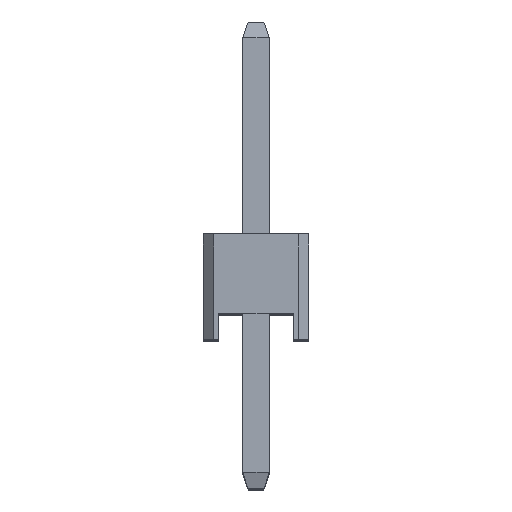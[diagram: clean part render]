
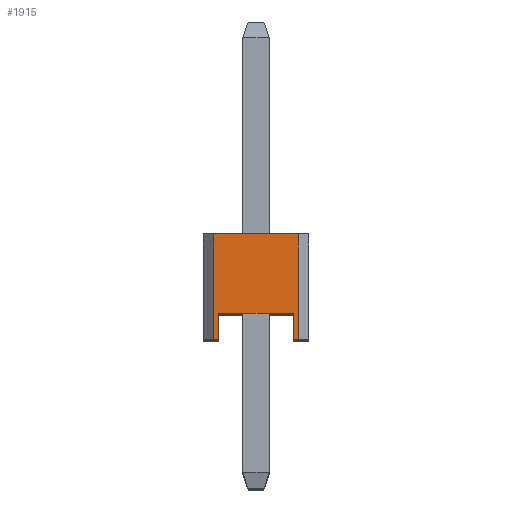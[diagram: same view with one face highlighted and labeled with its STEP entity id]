
A CAD part, top view. The second image highlights one B-rep face of the part: STEP entity #1915.
In plain terms, the highlighted planar face has unit normal (0, 0, 1).
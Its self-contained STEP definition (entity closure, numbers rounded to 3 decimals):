
#134 = LINE ( 'NONE', #1673, #1278 ) ;
#165 = DIRECTION ( 'NONE',  ( 0., -1., 0. ) ) ;
#177 = VECTOR ( 'NONE', #1115, 1000. ) ;
#208 = EDGE_CURVE ( 'NONE', #2828, #890, #1116, .T. ) ;
#323 = LINE ( 'NONE', #2175, #2163 ) ;
#382 = CARTESIAN_POINT ( 'NONE',  ( 0.2, 4.8, 2. ) ) ;
#390 = ORIENTED_EDGE ( 'NONE', *, *, #2135, .F. ) ;
#395 = FACE_OUTER_BOUND ( 'NONE', #2206, .T. ) ;
#408 = EDGE_CURVE ( 'NONE', #924, #2828, #2460, .T. ) ;
#450 = CARTESIAN_POINT ( 'NONE',  ( 1.8, 2.8, 2. ) ) ;
#497 = EDGE_CURVE ( 'NONE', #2893, #1088, #134, .T. ) ;
#499 = ORIENTED_EDGE ( 'NONE', *, *, #1015, .T. ) ;
#505 = VECTOR ( 'NONE', #165, 1000. ) ;
#507 = PLANE ( 'NONE',  #1797 ) ;
#570 = VERTEX_POINT ( 'NONE', #2058 ) ;
#593 = CARTESIAN_POINT ( 'NONE',  ( 1., 4.8, 2. ) ) ;
#602 = CARTESIAN_POINT ( 'NONE',  ( 1.8, 3.8, 2. ) ) ;
#678 = DIRECTION ( 'NONE',  ( 1., 0., 0. ) ) ;
#744 = CARTESIAN_POINT ( 'NONE',  ( 0.2, 3.8, 2. ) ) ;
#787 = DIRECTION ( 'NONE',  ( 0., 0., 1. ) ) ;
#890 = VERTEX_POINT ( 'NONE', #1038 ) ;
#924 = VERTEX_POINT ( 'NONE', #1064 ) ;
#1015 = EDGE_CURVE ( 'NONE', #1088, #3037, #1150, .T. ) ;
#1038 = CARTESIAN_POINT ( 'NONE',  ( 0.2, 2.8, 2. ) ) ;
#1064 = CARTESIAN_POINT ( 'NONE',  ( 1.8, 4.8, 2. ) ) ;
#1071 = VECTOR ( 'NONE', #3086, 1000. ) ;
#1088 = VERTEX_POINT ( 'NONE', #1965 ) ;
#1115 = DIRECTION ( 'NONE',  ( 0., -1., 0. ) ) ;
#1116 = LINE ( 'NONE', #744, #177 ) ;
#1150 = LINE ( 'NONE', #1938, #2189 ) ;
#1211 = CARTESIAN_POINT ( 'NONE',  ( 0.3, 2.8, 2. ) ) ;
#1269 = CARTESIAN_POINT ( 'NONE',  ( 1., 2.8, 2. ) ) ;
#1278 = VECTOR ( 'NONE', #3089, 1000. ) ;
#1431 = ORIENTED_EDGE ( 'NONE', *, *, #1599, .T. ) ;
#1588 = LINE ( 'NONE', #602, #1071 ) ;
#1599 = EDGE_CURVE ( 'NONE', #570, #3053, #323, .T. ) ;
#1673 = CARTESIAN_POINT ( 'NONE',  ( 0.3, 3.05, 2. ) ) ;
#1797 = AXIS2_PLACEMENT_3D ( 'NONE', #2140, #787, #2704 ) ;
#1915 = ADVANCED_FACE ( 'NONE', ( #395 ), #507, .T. ) ;
#1938 = CARTESIAN_POINT ( 'NONE',  ( 1., 3.3, 2. ) ) ;
#1965 = CARTESIAN_POINT ( 'NONE',  ( 0.3, 3.3, 2. ) ) ;
#2058 = CARTESIAN_POINT ( 'NONE',  ( 1.7, 2.8, 2. ) ) ;
#2094 = LINE ( 'NONE', #1269, #2871 ) ;
#2118 = ORIENTED_EDGE ( 'NONE', *, *, #2988, .T. ) ;
#2135 = EDGE_CURVE ( 'NONE', #924, #3053, #1588, .T. ) ;
#2140 = CARTESIAN_POINT ( 'NONE',  ( 0.168, 2.76, 2. ) ) ;
#2155 = ORIENTED_EDGE ( 'NONE', *, *, #408, .T. ) ;
#2163 = VECTOR ( 'NONE', #3287, 1000. ) ;
#2175 = CARTESIAN_POINT ( 'NONE',  ( 1., 2.8, 2. ) ) ;
#2189 = VECTOR ( 'NONE', #2225, 1000. ) ;
#2206 = EDGE_LOOP ( 'NONE', ( #2118, #1431, #390, #2155, #3204, #2224, #3183, #499 ) ) ;
#2224 = ORIENTED_EDGE ( 'NONE', *, *, #3051, .T. ) ;
#2225 = DIRECTION ( 'NONE',  ( 1., 0., 0. ) ) ;
#2354 = CARTESIAN_POINT ( 'NONE',  ( 1.7, 3.05, 2. ) ) ;
#2450 = LINE ( 'NONE', #2354, #505 ) ;
#2460 = LINE ( 'NONE', #593, #2711 ) ;
#2642 = CARTESIAN_POINT ( 'NONE',  ( 1.7, 3.3, 2. ) ) ;
#2704 = DIRECTION ( 'NONE',  ( 1., 0., 0. ) ) ;
#2711 = VECTOR ( 'NONE', #2798, 1000. ) ;
#2798 = DIRECTION ( 'NONE',  ( -1., 0., 0. ) ) ;
#2828 = VERTEX_POINT ( 'NONE', #382 ) ;
#2871 = VECTOR ( 'NONE', #678, 1000. ) ;
#2893 = VERTEX_POINT ( 'NONE', #1211 ) ;
#2988 = EDGE_CURVE ( 'NONE', #3037, #570, #2450, .T. ) ;
#3037 = VERTEX_POINT ( 'NONE', #2642 ) ;
#3051 = EDGE_CURVE ( 'NONE', #890, #2893, #2094, .T. ) ;
#3053 = VERTEX_POINT ( 'NONE', #450 ) ;
#3086 = DIRECTION ( 'NONE',  ( 0., -1., 0. ) ) ;
#3089 = DIRECTION ( 'NONE',  ( 0., 1., 0. ) ) ;
#3183 = ORIENTED_EDGE ( 'NONE', *, *, #497, .T. ) ;
#3204 = ORIENTED_EDGE ( 'NONE', *, *, #208, .T. ) ;
#3287 = DIRECTION ( 'NONE',  ( 1., 0., 0. ) ) ;
